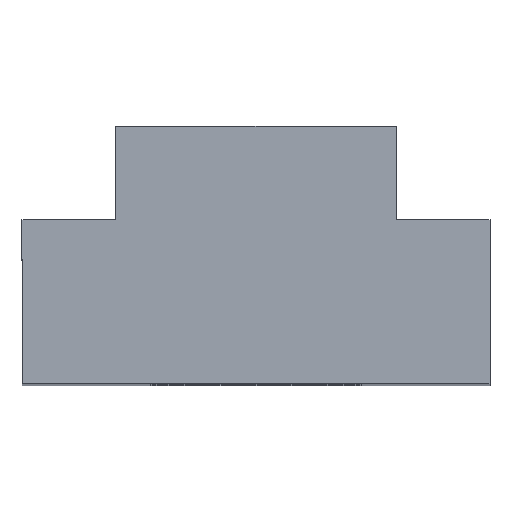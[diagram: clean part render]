
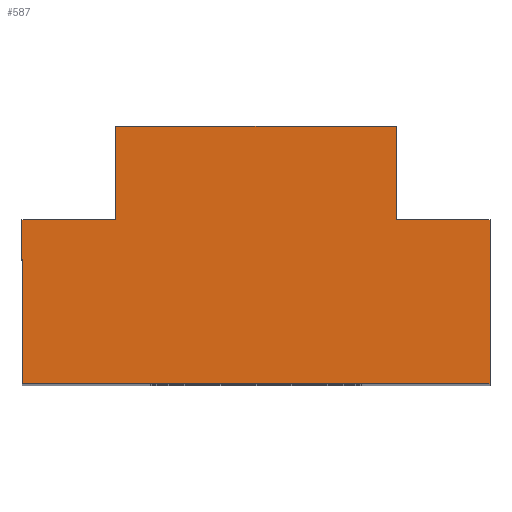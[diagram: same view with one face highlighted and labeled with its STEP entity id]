
A CAD part, top view. The second image highlights one B-rep face of the part: STEP entity #587.
In plain terms, the highlighted planar face has unit normal (0, 0, 1).
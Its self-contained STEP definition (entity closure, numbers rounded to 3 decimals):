
#27 = VERTEX_POINT ( 'NONE', #222 ) ;
#43 = CARTESIAN_POINT ( 'NONE',  ( -5.069, 20.246, 48. ) ) ;
#100 = EDGE_CURVE ( 'NONE', #2007, #27, #2165, .T. ) ;
#135 = VECTOR ( 'NONE', #2133, 1000. ) ;
#157 = CARTESIAN_POINT ( 'NONE',  ( -21.069, 9.246, 48. ) ) ;
#191 = FACE_OUTER_BOUND ( 'NONE', #320, .T. ) ;
#222 = CARTESIAN_POINT ( 'NONE',  ( -17.069, 20.246, 48. ) ) ;
#225 = CARTESIAN_POINT ( 'NONE',  ( -1.069, 16.246, 48. ) ) ;
#230 = ORIENTED_EDGE ( 'NONE', *, *, #1942, .T. ) ;
#235 = CARTESIAN_POINT ( 'NONE',  ( -17.069, 20.246, 48. ) ) ;
#254 = CARTESIAN_POINT ( 'NONE',  ( -17.069, 16.246, 48. ) ) ;
#259 = CARTESIAN_POINT ( 'NONE',  ( -21.069, 16.246, 48. ) ) ;
#279 = VERTEX_POINT ( 'NONE', #2961 ) ;
#320 = EDGE_LOOP ( 'NONE', ( #845, #230, #1077, #2557, #1192, #2437, #2811, #406 ) ) ;
#340 = VERTEX_POINT ( 'NONE', #2280 ) ;
#347 = CARTESIAN_POINT ( 'NONE',  ( -5.069, 16.246, 48. ) ) ;
#387 = LINE ( 'NONE', #1325, #2491 ) ;
#406 = ORIENTED_EDGE ( 'NONE', *, *, #807, .T. ) ;
#523 = VECTOR ( 'NONE', #2217, 1000. ) ;
#567 = LINE ( 'NONE', #1509, #1839 ) ;
#587 = ADVANCED_FACE ( 'NONE', ( #191 ), #921, .T. ) ;
#628 = VERTEX_POINT ( 'NONE', #1225 ) ;
#716 = LINE ( 'NONE', #235, #135 ) ;
#795 = CARTESIAN_POINT ( 'NONE',  ( -5.069, 20.246, 48. ) ) ;
#804 = LINE ( 'NONE', #157, #1207 ) ;
#807 = EDGE_CURVE ( 'NONE', #27, #340, #716, .T. ) ;
#835 = CARTESIAN_POINT ( 'NONE',  ( -21.069, 9.246, 48. ) ) ;
#845 = ORIENTED_EDGE ( 'NONE', *, *, #2641, .T. ) ;
#859 = DIRECTION ( 'NONE',  ( 0., 1., 0. ) ) ;
#921 = PLANE ( 'NONE',  #1640 ) ;
#957 = DIRECTION ( 'NONE',  ( -1., 0., 0. ) ) ;
#1077 = ORIENTED_EDGE ( 'NONE', *, *, #1119, .T. ) ;
#1110 = EDGE_CURVE ( 'NONE', #628, #2615, #387, .T. ) ;
#1119 = EDGE_CURVE ( 'NONE', #2921, #628, #804, .T. ) ;
#1186 = EDGE_CURVE ( 'NONE', #2615, #279, #567, .T. ) ;
#1192 = ORIENTED_EDGE ( 'NONE', *, *, #1186, .T. ) ;
#1207 = VECTOR ( 'NONE', #2016, 1000. ) ;
#1225 = CARTESIAN_POINT ( 'NONE',  ( -1.069, 9.246, 48. ) ) ;
#1325 = CARTESIAN_POINT ( 'NONE',  ( -1.069, 9.246, 48. ) ) ;
#1433 = LINE ( 'NONE', #254, #1847 ) ;
#1459 = VECTOR ( 'NONE', #3044, 1000. ) ;
#1479 = DIRECTION ( 'NONE',  ( -1., 0., 0. ) ) ;
#1509 = CARTESIAN_POINT ( 'NONE',  ( -1.069, 16.246, 48. ) ) ;
#1528 = LINE ( 'NONE', #347, #523 ) ;
#1640 = AXIS2_PLACEMENT_3D ( 'NONE', #2098, #2539, #2784 ) ;
#1839 = VECTOR ( 'NONE', #2447, 1000. ) ;
#1847 = VECTOR ( 'NONE', #957, 1000. ) ;
#1942 = EDGE_CURVE ( 'NONE', #2127, #2921, #2808, .T. ) ;
#2007 = VERTEX_POINT ( 'NONE', #43 ) ;
#2016 = DIRECTION ( 'NONE',  ( 1., 0., 0. ) ) ;
#2091 = CARTESIAN_POINT ( 'NONE',  ( -21.069, 16.246, 48. ) ) ;
#2098 = CARTESIAN_POINT ( 'NONE',  ( 0., 0., 48. ) ) ;
#2127 = VERTEX_POINT ( 'NONE', #2091 ) ;
#2133 = DIRECTION ( 'NONE',  ( 0., -1., 0. ) ) ;
#2165 = LINE ( 'NONE', #795, #2832 ) ;
#2217 = DIRECTION ( 'NONE',  ( 0., 1., 0. ) ) ;
#2280 = CARTESIAN_POINT ( 'NONE',  ( -17.069, 16.246, 48. ) ) ;
#2437 = ORIENTED_EDGE ( 'NONE', *, *, #2916, .T. ) ;
#2447 = DIRECTION ( 'NONE',  ( -1., 0., 0. ) ) ;
#2491 = VECTOR ( 'NONE', #859, 1000. ) ;
#2539 = DIRECTION ( 'NONE',  ( 0., 0., 1. ) ) ;
#2557 = ORIENTED_EDGE ( 'NONE', *, *, #1110, .T. ) ;
#2615 = VERTEX_POINT ( 'NONE', #225 ) ;
#2641 = EDGE_CURVE ( 'NONE', #340, #2127, #1433, .T. ) ;
#2784 = DIRECTION ( 'NONE',  ( 1., 0., 0. ) ) ;
#2808 = LINE ( 'NONE', #259, #1459 ) ;
#2811 = ORIENTED_EDGE ( 'NONE', *, *, #100, .T. ) ;
#2832 = VECTOR ( 'NONE', #1479, 1000. ) ;
#2916 = EDGE_CURVE ( 'NONE', #279, #2007, #1528, .T. ) ;
#2921 = VERTEX_POINT ( 'NONE', #835 ) ;
#2961 = CARTESIAN_POINT ( 'NONE',  ( -5.069, 16.246, 48. ) ) ;
#3044 = DIRECTION ( 'NONE',  ( 0., -1., 0. ) ) ;
